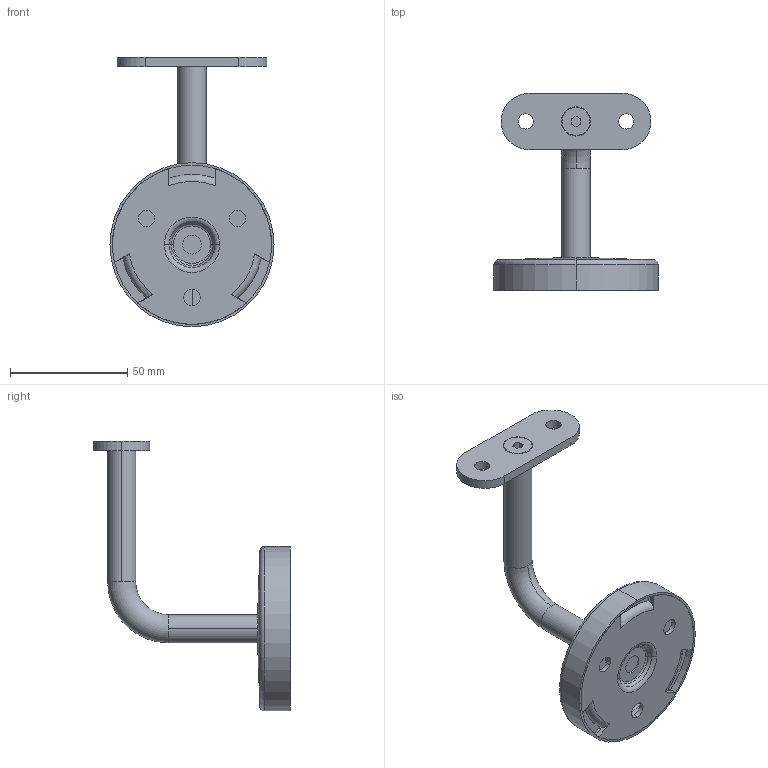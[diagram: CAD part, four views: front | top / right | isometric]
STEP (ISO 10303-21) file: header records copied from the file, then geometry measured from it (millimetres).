
FILE_DESCRIPTION (( 'STEP AP203' ), '1' );
FILE_NAME ('A_0117-000-B.STEP', '2019-05-20T09:46:29', ( '' ), ( '' ), 'SwSTEP 2.0', 'SolidWorks 2019', '' );
FILE_SCHEMA (( 'CONFIG_CONTROL_DESIGN' ));
Length unit declared in the file: millimetre
Products named in the file (6): A_0117-000-B.P2; Skrutka DIN 7991_Skrutka M 6x 16; A_0117-000-B; A_0117-000-B.P4; A_0117-000-B.P1; A_0117-000-B.P3
Assembly tree (5 placements, depth 2):
  A_0117-000-B
    A_0117-000-B.P1
    A_0117-000-B.P2
    A_0117-000-B.P3
    Skrutka DIN 7991_Skrutka M 6x 16
    A_0117-000-B.P4
Bounding box: 70 x 84 x 115 mm (x, y, z)
Volume: 33941.5 mm3; surface area: 30409.1 mm2
Topology: 5 solids, 5 shells, 142 faces, 320 edges, 191 vertices
Faces by surface type: cylinder 46, plane 40, torus 26, cone 18, bspline 12
Entity records: 5170 total; most frequent: CARTESIAN_POINT 1367, DIRECTION 698, ORIENTED_EDGE 636, EDGE_CURVE 318, AXIS2_PLACEMENT_3D 290, VERTEX_POINT 191, EDGE_LOOP 163, CIRCLE 152
